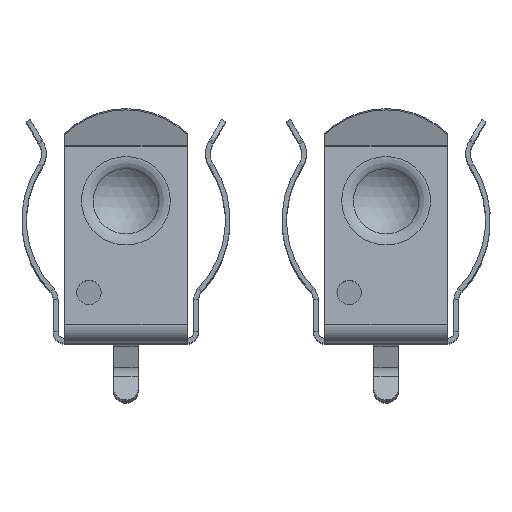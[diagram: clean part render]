
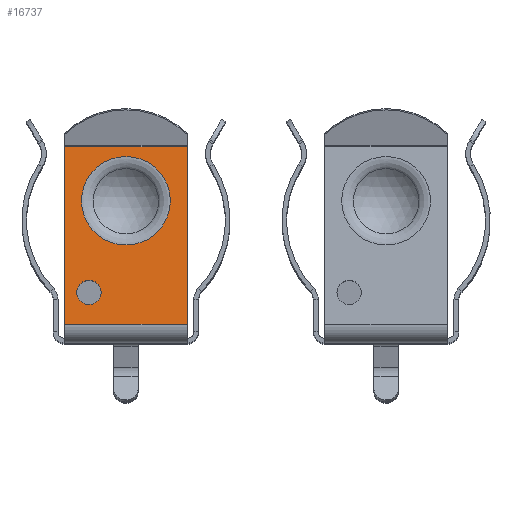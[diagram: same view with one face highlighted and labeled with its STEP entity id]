
A CAD part, top view. The second image highlights one B-rep face of the part: STEP entity #16737.
In plain terms, the highlighted planar face has unit normal (0, 0.087, 0.996).
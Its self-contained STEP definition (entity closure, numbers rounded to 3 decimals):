
#16581 = CYLINDRICAL_SURFACE('',#16582,0.787);
#16582 = AXIS2_PLACEMENT_3D('',#16583,#16584,#16585);
#16583 = CARTESIAN_POINT('',(-2.388,3.265,42.871));
#16584 = DIRECTION('',(0.,-0.087,
    -0.996));
#16585 = DIRECTION('',(0.,-0.996,
    0.087));
#16613 = PLANE('',#16614);
#16614 = AXIS2_PLACEMENT_3D('',#16615,#16616,#16617);
#16615 = CARTESIAN_POINT('',(3.962,12.679,42.048));
#16616 = DIRECTION('',(-1.,0.,0.));
#16617 = DIRECTION('',(0.,1.,0.));
#16669 = PLANE('',#16670);
#16670 = AXIS2_PLACEMENT_3D('',#16671,#16672,#16673);
#16671 = CARTESIAN_POINT('',(-3.962,0.331,43.128));
#16672 = DIRECTION('',(1.,0.,0.));
#16673 = DIRECTION('',(0.,-1.,0.));
#16737 = ADVANCED_FACE('',(#16738,#16847,#16873),#16752,.F.);
#16738 = FACE_BOUND('',#16739,.T.);
#16739 = EDGE_LOOP('',(#16740,#16775,#16798,#16826));
#16740 = ORIENTED_EDGE('',*,*,#16741,.F.);
#16741 = EDGE_CURVE('',#16742,#16744,#16746,.T.);
#16742 = VERTEX_POINT('',#16743);
#16743 = CARTESIAN_POINT('',(3.962,1.215,43.051));
#16744 = VERTEX_POINT('',#16745);
#16745 = CARTESIAN_POINT('',(-3.962,1.215,43.051));
#16746 = SURFACE_CURVE('',#16747,(#16751,#16763),.PCURVE_S1.);
#16747 = LINE('',#16748,#16749);
#16748 = CARTESIAN_POINT('',(-3.962,1.215,43.051));
#16749 = VECTOR('',#16750,1.);
#16750 = DIRECTION('',(-1.,0.,0.));
#16751 = PCURVE('',#16752,#16757);
#16752 = PLANE('',#16753);
#16753 = AXIS2_PLACEMENT_3D('',#16754,#16755,#16756);
#16754 = CARTESIAN_POINT('',(0.,0.58,
    43.106));
#16755 = DIRECTION('',(0.,-0.087,
    -0.996));
#16756 = DIRECTION('',(0.,-0.996,
    0.087));
#16757 = DEFINITIONAL_REPRESENTATION('',(#16758),#16762);
#16758 = LINE('',#16759,#16760);
#16759 = CARTESIAN_POINT('',(-0.637,3.962));
#16760 = VECTOR('',#16761,1.);
#16761 = DIRECTION('',(0.,1.));
#16762 = ( GEOMETRIC_REPRESENTATION_CONTEXT(2) 
PARAMETRIC_REPRESENTATION_CONTEXT() REPRESENTATION_CONTEXT('2D SPACE',''
  ) );
#16763 = PCURVE('',#16764,#16769);
#16764 = CYLINDRICAL_SURFACE('',#16765,1.118);
#16765 = AXIS2_PLACEMENT_3D('',#16766,#16767,#16768);
#16766 = CARTESIAN_POINT('',(3.962,1.118,41.937));
#16767 = DIRECTION('',(1.,0.,0.));
#16768 = DIRECTION('',(0.,0.087,
    0.996));
#16769 = DEFINITIONAL_REPRESENTATION('',(#16770),#16774);
#16770 = LINE('',#16771,#16772);
#16771 = CARTESIAN_POINT('',(0.,-7.925));
#16772 = VECTOR('',#16773,1.);
#16773 = DIRECTION('',(0.,-1.));
#16774 = ( GEOMETRIC_REPRESENTATION_CONTEXT(2) 
PARAMETRIC_REPRESENTATION_CONTEXT() REPRESENTATION_CONTEXT('2D SPACE',''
  ) );
#16775 = ORIENTED_EDGE('',*,*,#16776,.T.);
#16776 = EDGE_CURVE('',#16742,#16777,#16779,.T.);
#16777 = VERTEX_POINT('',#16778);
#16778 = CARTESIAN_POINT('',(3.962,12.679,42.048));
#16779 = SURFACE_CURVE('',#16780,(#16784,#16791),.PCURVE_S1.);
#16780 = LINE('',#16781,#16782);
#16781 = CARTESIAN_POINT('',(3.962,0.58,43.106));
#16782 = VECTOR('',#16783,1.);
#16783 = DIRECTION('',(0.,0.996,
    -0.087));
#16784 = PCURVE('',#16752,#16785);
#16785 = DEFINITIONAL_REPRESENTATION('',(#16786),#16790);
#16786 = LINE('',#16787,#16788);
#16787 = CARTESIAN_POINT('',(0.,-3.962));
#16788 = VECTOR('',#16789,1.);
#16789 = DIRECTION('',(-1.,0.));
#16790 = ( GEOMETRIC_REPRESENTATION_CONTEXT(2) 
PARAMETRIC_REPRESENTATION_CONTEXT() REPRESENTATION_CONTEXT('2D SPACE',''
  ) );
#16791 = PCURVE('',#16613,#16792);
#16792 = DEFINITIONAL_REPRESENTATION('',(#16793),#16797);
#16793 = LINE('',#16794,#16795);
#16794 = CARTESIAN_POINT('',(-12.099,-1.059));
#16795 = VECTOR('',#16796,1.);
#16796 = DIRECTION('',(0.996,0.087));
#16797 = ( GEOMETRIC_REPRESENTATION_CONTEXT(2) 
PARAMETRIC_REPRESENTATION_CONTEXT() REPRESENTATION_CONTEXT('2D SPACE',''
  ) );
#16798 = ORIENTED_EDGE('',*,*,#16799,.T.);
#16799 = EDGE_CURVE('',#16777,#16800,#16802,.T.);
#16800 = VERTEX_POINT('',#16801);
#16801 = CARTESIAN_POINT('',(-3.962,12.679,42.048));
#16802 = SURFACE_CURVE('',#16803,(#16807,#16814),.PCURVE_S1.);
#16803 = LINE('',#16804,#16805);
#16804 = CARTESIAN_POINT('',(0.,12.679,
    42.048));
#16805 = VECTOR('',#16806,1.);
#16806 = DIRECTION('',(-1.,0.,0.));
#16807 = PCURVE('',#16752,#16808);
#16808 = DEFINITIONAL_REPRESENTATION('',(#16809),#16813);
#16809 = LINE('',#16810,#16811);
#16810 = CARTESIAN_POINT('',(-12.145,0.));
#16811 = VECTOR('',#16812,1.);
#16812 = DIRECTION('',(0.,1.));
#16813 = ( GEOMETRIC_REPRESENTATION_CONTEXT(2) 
PARAMETRIC_REPRESENTATION_CONTEXT() REPRESENTATION_CONTEXT('2D SPACE',''
  ) );
#16814 = PCURVE('',#16815,#16820);
#16815 = CYLINDRICAL_SURFACE('',#16816,0.254);
#16816 = AXIS2_PLACEMENT_3D('',#16817,#16818,#16819);
#16817 = CARTESIAN_POINT('',(-3.962,12.702,42.301));
#16818 = DIRECTION('',(-1.,0.,0.));
#16819 = DIRECTION('',(0.,0.259,-0.966
    ));
#16820 = DEFINITIONAL_REPRESENTATION('',(#16821),#16825);
#16821 = LINE('',#16822,#16823);
#16822 = CARTESIAN_POINT('',(0.349,-3.962));
#16823 = VECTOR('',#16824,1.);
#16824 = DIRECTION('',(0.,1.));
#16825 = ( GEOMETRIC_REPRESENTATION_CONTEXT(2) 
PARAMETRIC_REPRESENTATION_CONTEXT() REPRESENTATION_CONTEXT('2D SPACE',''
  ) );
#16826 = ORIENTED_EDGE('',*,*,#16827,.T.);
#16827 = EDGE_CURVE('',#16800,#16744,#16828,.T.);
#16828 = SURFACE_CURVE('',#16829,(#16833,#16840),.PCURVE_S1.);
#16829 = LINE('',#16830,#16831);
#16830 = CARTESIAN_POINT('',(-3.962,0.58,43.106));
#16831 = VECTOR('',#16832,1.);
#16832 = DIRECTION('',(0.,-0.996,
    0.087));
#16833 = PCURVE('',#16752,#16834);
#16834 = DEFINITIONAL_REPRESENTATION('',(#16835),#16839);
#16835 = LINE('',#16836,#16837);
#16836 = CARTESIAN_POINT('',(0.,3.962));
#16837 = VECTOR('',#16838,1.);
#16838 = DIRECTION('',(1.,0.));
#16839 = ( GEOMETRIC_REPRESENTATION_CONTEXT(2) 
PARAMETRIC_REPRESENTATION_CONTEXT() REPRESENTATION_CONTEXT('2D SPACE',''
  ) );
#16840 = PCURVE('',#16669,#16841);
#16841 = DEFINITIONAL_REPRESENTATION('',(#16842),#16846);
#16842 = LINE('',#16843,#16844);
#16843 = CARTESIAN_POINT('',(-0.249,0.022));
#16844 = VECTOR('',#16845,1.);
#16845 = DIRECTION('',(0.996,-0.087));
#16846 = ( GEOMETRIC_REPRESENTATION_CONTEXT(2) 
PARAMETRIC_REPRESENTATION_CONTEXT() REPRESENTATION_CONTEXT('2D SPACE',''
  ) );
#16847 = FACE_BOUND('',#16848,.T.);
#16848 = EDGE_LOOP('',(#16849));
#16849 = ORIENTED_EDGE('',*,*,#16850,.T.);
#16850 = EDGE_CURVE('',#16851,#16851,#16853,.T.);
#16851 = VERTEX_POINT('',#16852);
#16852 = CARTESIAN_POINT('',(-2.388,2.48,42.94));
#16853 = SURFACE_CURVE('',#16854,(#16859,#16866),.PCURVE_S1.);
#16854 = CIRCLE('',#16855,0.787);
#16855 = AXIS2_PLACEMENT_3D('',#16856,#16857,#16858);
#16856 = CARTESIAN_POINT('',(-2.388,3.265,42.871));
#16857 = DIRECTION('',(0.,-0.087,
    -0.996));
#16858 = DIRECTION('',(0.,-0.996,
    0.087));
#16859 = PCURVE('',#16752,#16860);
#16860 = DEFINITIONAL_REPRESENTATION('',(#16861),#16865);
#16861 = CIRCLE('',#16862,0.787);
#16862 = AXIS2_PLACEMENT_2D('',#16863,#16864);
#16863 = CARTESIAN_POINT('',(-2.695,2.388));
#16864 = DIRECTION('',(1.,0.));
#16865 = ( GEOMETRIC_REPRESENTATION_CONTEXT(2) 
PARAMETRIC_REPRESENTATION_CONTEXT() REPRESENTATION_CONTEXT('2D SPACE',''
  ) );
#16866 = PCURVE('',#16581,#16867);
#16867 = DEFINITIONAL_REPRESENTATION('',(#16868),#16872);
#16868 = LINE('',#16869,#16870);
#16869 = CARTESIAN_POINT('',(0.,0.));
#16870 = VECTOR('',#16871,1.);
#16871 = DIRECTION('',(1.,0.));
#16872 = ( GEOMETRIC_REPRESENTATION_CONTEXT(2) 
PARAMETRIC_REPRESENTATION_CONTEXT() REPRESENTATION_CONTEXT('2D SPACE',''
  ) );
#16873 = FACE_BOUND('',#16874,.T.);
#16874 = EDGE_LOOP('',(#16875));
#16875 = ORIENTED_EDGE('',*,*,#16876,.T.);
#16876 = EDGE_CURVE('',#16877,#16877,#16879,.T.);
#16877 = VERTEX_POINT('',#16878);
#16878 = CARTESIAN_POINT('',(0.,12.042,
    42.104));
#16879 = SURFACE_CURVE('',#16880,(#16885,#16892),.PCURVE_S1.);
#16880 = CIRCLE('',#16881,2.867);
#16881 = AXIS2_PLACEMENT_3D('',#16882,#16883,#16884);
#16882 = CARTESIAN_POINT('',(0.,9.186,
    42.353));
#16883 = DIRECTION('',(0.,-0.087,
    -0.996));
#16884 = DIRECTION('',(0.,0.996,
    -0.087));
#16885 = PCURVE('',#16752,#16886);
#16886 = DEFINITIONAL_REPRESENTATION('',(#16887),#16891);
#16887 = CIRCLE('',#16888,2.867);
#16888 = AXIS2_PLACEMENT_2D('',#16889,#16890);
#16889 = CARTESIAN_POINT('',(-8.638,0.));
#16890 = DIRECTION('',(-1.,0.));
#16891 = ( GEOMETRIC_REPRESENTATION_CONTEXT(2) 
PARAMETRIC_REPRESENTATION_CONTEXT() REPRESENTATION_CONTEXT('2D SPACE',''
  ) );
#16892 = PCURVE('',#16893,#16898);
#16893 = TOROIDAL_SURFACE('',#16894,2.867,1.016);
#16894 = AXIS2_PLACEMENT_3D('',#16895,#16896,#16897);
#16895 = CARTESIAN_POINT('',(0.,9.097,
    41.341));
#16896 = DIRECTION('',(0.,0.087,
    0.996));
#16897 = DIRECTION('',(0.,0.996,
    -0.087));
#16898 = DEFINITIONAL_REPRESENTATION('',(#16899),#16903);
#16899 = LINE('',#16900,#16901);
#16900 = CARTESIAN_POINT('',(6.283,7.854));
#16901 = VECTOR('',#16902,1.);
#16902 = DIRECTION('',(-1.,0.));
#16903 = ( GEOMETRIC_REPRESENTATION_CONTEXT(2) 
PARAMETRIC_REPRESENTATION_CONTEXT() REPRESENTATION_CONTEXT('2D SPACE',''
  ) );
